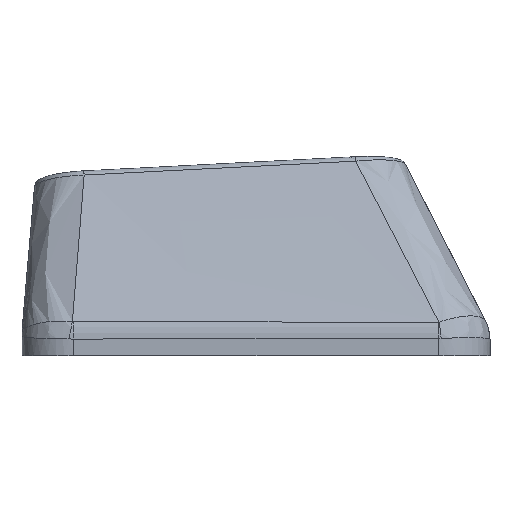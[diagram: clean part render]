
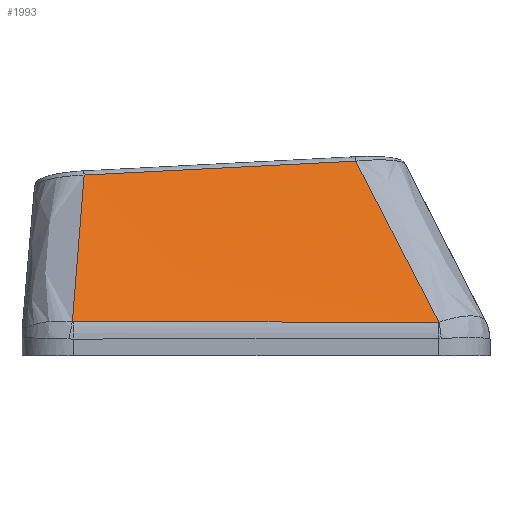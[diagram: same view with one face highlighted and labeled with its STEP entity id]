
A CAD part, left-side view. The second image highlights one B-rep face of the part: STEP entity #1993.
In plain terms, the highlighted free-form (B-spline) face has degree [3, 3] with [4, 4] control points.
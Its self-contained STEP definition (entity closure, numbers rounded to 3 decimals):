
#40=B_SPLINE_SURFACE_WITH_KNOTS('',3,3,((#4758,#4759,#4760,#4761),(#4762,
#4763,#4764,#4765),(#4766,#4767,#4768,#4769),(#4770,#4771,#4772,#4773)),
 .UNSPECIFIED.,.F.,.F.,.F.,(4,4),(4,4),(0.107,0.899),
(0.031,0.956),.UNSPECIFIED.);
#343=FACE_OUTER_BOUND('',#441,.T.);
#441=EDGE_LOOP('',(#1754,#1755,#1756,#1757,#1758,#1759));
#630=B_SPLINE_CURVE_WITH_KNOTS('',3,(#4184,#4185,#4186,#4187),
 .UNSPECIFIED.,.F.,.F.,(4,4),(0.,0.003),
 .UNSPECIFIED.);
#631=B_SPLINE_CURVE_WITH_KNOTS('',3,(#4205,#4206,#4207,#4208),
 .UNSPECIFIED.,.F.,.F.,(4,4),(-1.416,0.),.UNSPECIFIED.);
#634=B_SPLINE_CURVE_WITH_KNOTS('',3,(#4238,#4239,#4240,#4241),
 .UNSPECIFIED.,.F.,.F.,(4,4),(0.,0.004),.UNSPECIFIED.);
#645=B_SPLINE_CURVE_WITH_KNOTS('',3,(#4468,#4469,#4470,#4471),
 .UNSPECIFIED.,.F.,.F.,(4,4),(0.025,0.785),
 .UNSPECIFIED.);
#653=B_SPLINE_CURVE_WITH_KNOTS('',3,(#4698,#4699,#4700,#4701),
 .UNSPECIFIED.,.F.,.F.,(4,4),(0.,1.056),.UNSPECIFIED.);
#656=B_SPLINE_CURVE_WITH_KNOTS('',3,(#4774,#4775,#4776,#4777),
 .UNSPECIFIED.,.F.,.F.,(4,4),(-0.661,-0.023),
 .UNSPECIFIED.);
#879=VERTEX_POINT('',#4146);
#881=VERTEX_POINT('',#4177);
#883=VERTEX_POINT('',#4204);
#885=VERTEX_POINT('',#4231);
#901=VERTEX_POINT('',#4462);
#906=VERTEX_POINT('',#4696);
#1159=EDGE_CURVE('',#879,#881,#630,.T.);
#1160=EDGE_CURVE('',#881,#883,#631,.T.);
#1165=EDGE_CURVE('',#883,#885,#634,.T.);
#1191=EDGE_CURVE('',#901,#879,#645,.T.);
#1206=EDGE_CURVE('',#906,#901,#653,.T.);
#1210=EDGE_CURVE('',#885,#906,#656,.T.);
#1754=ORIENTED_EDGE('',*,*,#1159,.F.);
#1755=ORIENTED_EDGE('',*,*,#1191,.F.);
#1756=ORIENTED_EDGE('',*,*,#1206,.F.);
#1757=ORIENTED_EDGE('',*,*,#1210,.F.);
#1758=ORIENTED_EDGE('',*,*,#1165,.F.);
#1759=ORIENTED_EDGE('',*,*,#1160,.F.);
#1993=ADVANCED_FACE('',(#343),#40,.F.);
#4146=CARTESIAN_POINT('',(-8.943,-7.107,0.299));
#4177=CARTESIAN_POINT('',(-8.944,-7.079,0.298));
#4184=CARTESIAN_POINT('Ctrl Pts',(-8.943,-7.107,0.299));
#4185=CARTESIAN_POINT('Ctrl Pts',(-8.944,-7.098,0.298));
#4186=CARTESIAN_POINT('Ctrl Pts',(-8.944,-7.088,0.298));
#4187=CARTESIAN_POINT('Ctrl Pts',(-8.944,-7.079,0.298));
#4204=CARTESIAN_POINT('',(-8.921,7.082,0.318));
#4205=CARTESIAN_POINT('Ctrl Pts',(-8.944,-7.079,0.298));
#4206=CARTESIAN_POINT('Ctrl Pts',(-8.937,-2.359,0.304));
#4207=CARTESIAN_POINT('Ctrl Pts',(-8.929,2.361,0.311));
#4208=CARTESIAN_POINT('Ctrl Pts',(-8.921,7.082,0.318));
#4231=CARTESIAN_POINT('',(-8.919,7.125,0.322));
#4238=CARTESIAN_POINT('Ctrl Pts',(-8.921,7.082,0.318));
#4239=CARTESIAN_POINT('Ctrl Pts',(-8.921,7.096,0.318));
#4240=CARTESIAN_POINT('Ctrl Pts',(-8.92,7.111,0.319));
#4241=CARTESIAN_POINT('Ctrl Pts',(-8.919,7.125,0.322));
#4462=CARTESIAN_POINT('',(-6.065,-3.872,6.549));
#4468=CARTESIAN_POINT('Ctrl Pts',(-6.065,-3.872,6.549));
#4469=CARTESIAN_POINT('Ctrl Pts',(-7.027,-4.953,4.467));
#4470=CARTESIAN_POINT('Ctrl Pts',(-7.986,-6.03,2.384));
#4471=CARTESIAN_POINT('Ctrl Pts',(-8.943,-7.107,0.299));
#4696=CARTESIAN_POINT('',(-6.069,6.671,6.009));
#4698=CARTESIAN_POINT('Ctrl Pts',(-6.069,6.671,6.009));
#4699=CARTESIAN_POINT('Ctrl Pts',(-6.068,3.156,6.189));
#4700=CARTESIAN_POINT('Ctrl Pts',(-6.066,-0.358,
6.368));
#4701=CARTESIAN_POINT('Ctrl Pts',(-6.065,-3.872,6.549));
#4758=CARTESIAN_POINT('Ctrl Pts',(-6.065,7.032,6.));
#4759=CARTESIAN_POINT('Ctrl Pts',(-7.025,7.063,4.09));
#4760=CARTESIAN_POINT('Ctrl Pts',(-7.984,7.095,2.181));
#4761=CARTESIAN_POINT('Ctrl Pts',(-8.944,7.126,0.272));
#4762=CARTESIAN_POINT('Ctrl Pts',(-6.065,3.271,6.189));
#4763=CARTESIAN_POINT('Ctrl Pts',(-7.025,2.975,4.219));
#4764=CARTESIAN_POINT('Ctrl Pts',(-7.984,2.678,2.25));
#4765=CARTESIAN_POINT('Ctrl Pts',(-8.944,2.382,0.28));
#4766=CARTESIAN_POINT('Ctrl Pts',(-6.065,-0.49,
6.378));
#4767=CARTESIAN_POINT('Ctrl Pts',(-7.025,-1.114,4.349));
#4768=CARTESIAN_POINT('Ctrl Pts',(-7.984,-1.738,2.319));
#4769=CARTESIAN_POINT('Ctrl Pts',(-8.944,-2.363,0.289));
#4770=CARTESIAN_POINT('Ctrl Pts',(-6.065,-4.25,6.568));
#4771=CARTESIAN_POINT('Ctrl Pts',(-7.025,-5.203,4.478));
#4772=CARTESIAN_POINT('Ctrl Pts',(-7.984,-6.155,2.388));
#4773=CARTESIAN_POINT('Ctrl Pts',(-8.944,-7.107,0.298));
#4774=CARTESIAN_POINT('Ctrl Pts',(-8.919,7.125,0.322));
#4775=CARTESIAN_POINT('Ctrl Pts',(-7.967,6.971,2.217));
#4776=CARTESIAN_POINT('Ctrl Pts',(-7.016,6.819,4.112));
#4777=CARTESIAN_POINT('Ctrl Pts',(-6.069,6.671,6.009));
